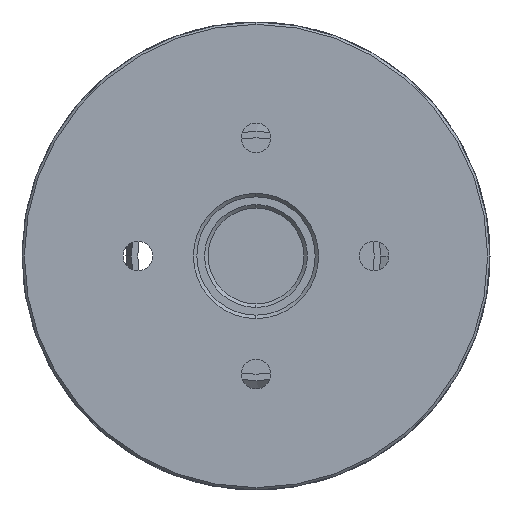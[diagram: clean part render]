
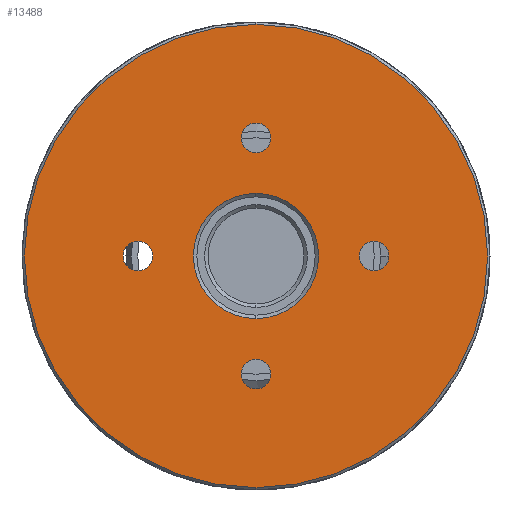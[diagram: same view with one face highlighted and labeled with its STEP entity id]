
A CAD part, left-side view. The second image highlights one B-rep face of the part: STEP entity #13488.
In plain terms, the highlighted planar face has unit normal (-1, 0, 0).
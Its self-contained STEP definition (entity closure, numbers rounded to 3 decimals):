
#1420 = DIRECTION ( 'NONE',  ( 1., 0., 0. ) ) ;
#1428 = CARTESIAN_POINT ( 'NONE',  ( 0., 0., 0. ) ) ;
#1447 = DIRECTION ( 'NONE',  ( 0., 0., -1. ) ) ;
#1473 = CARTESIAN_POINT ( 'NONE',  ( 0., 0., 10. ) ) ;
#1483 = DIRECTION ( 'NONE',  ( 0., 0., 1. ) ) ;
#1492 = DIRECTION ( 'NONE',  ( -1., 0., 0. ) ) ;
#1498 = DIRECTION ( 'NONE',  ( 0., 0., 1. ) ) ;
#1524 = DIRECTION ( 'NONE',  ( -1., 0., 0. ) ) ;
#1529 = CARTESIAN_POINT ( 'NONE',  ( 0., 10., 0. ) ) ;
#1573 = DIRECTION ( 'NONE',  ( 0., 0., 1. ) ) ;
#1580 = CARTESIAN_POINT ( 'NONE',  ( 0., -10., 0. ) ) ;
#1610 = DIRECTION ( 'NONE',  ( -1., 0., 0. ) ) ;
#1618 = CARTESIAN_POINT ( 'NONE',  ( 0., 0., -10. ) ) ;
#1630 = DIRECTION ( 'NONE',  ( 0., 0., 1. ) ) ;
#1634 = CARTESIAN_POINT ( 'NONE',  ( 0., 0., 0. ) ) ;
#1638 = DIRECTION ( 'NONE',  ( 0., 0., 1. ) ) ;
#1644 = DIRECTION ( 'NONE',  ( -1., 0., 0. ) ) ;
#1645 = DIRECTION ( 'NONE',  ( -1., 0., 0. ) ) ;
#1735 = CARTESIAN_POINT ( 'NONE',  ( 0., 0., 0. ) ) ;
#1772 = DIRECTION ( 'NONE',  ( -1., 0., 0. ) ) ;
#1783 = DIRECTION ( 'NONE',  ( 0., 0., 1. ) ) ;
#2603 = CARTESIAN_POINT ( 'NONE',  ( 0., 19.8, 0. ) ) ;
#2866 = DIRECTION ( 'NONE',  ( 1., 0., 0. ) ) ;
#2954 = DIRECTION ( 'NONE',  ( 0., 0., -1. ) ) ;
#3011 = PLANE ( 'NONE',  #6872 ) ;
#3517 = FACE_BOUND ( 'NONE', #13904, .T. ) ;
#3523 = FACE_BOUND ( 'NONE', #13919, .T. ) ;
#3525 = FACE_BOUND ( 'NONE', #13888, .T. ) ;
#3526 = FACE_BOUND ( 'NONE', #13916, .T. ) ;
#3529 = FACE_BOUND ( 'NONE', #13921, .T. ) ;
#3535 = FACE_OUTER_BOUND ( 'NONE', #13887, .T. ) ;
#3997 = AXIS2_PLACEMENT_3D ( 'NONE', #1473, #1492, #1483 ) ;
#4042 = AXIS2_PLACEMENT_3D ( 'NONE', #1428, #1420, #1447 ) ;
#4054 = AXIS2_PLACEMENT_3D ( 'NONE', #10233, #10230, #10225 ) ;
#4064 = AXIS2_PLACEMENT_3D ( 'NONE', #1618, #1645, #1630 ) ;
#4068 = AXIS2_PLACEMENT_3D ( 'NONE', #10227, #10221, #10222 ) ;
#4071 = AXIS2_PLACEMENT_3D ( 'NONE', #10210, #10211, #10218 ) ;
#4073 = AXIS2_PLACEMENT_3D ( 'NONE', #1580, #1610, #1573 ) ;
#4084 = AXIS2_PLACEMENT_3D ( 'NONE', #1735, #1772, #1783 ) ;
#4093 = AXIS2_PLACEMENT_3D ( 'NONE', #1634, #1644, #1638 ) ;
#4099 = AXIS2_PLACEMENT_3D ( 'NONE', #10209, #10223, #10236 ) ;
#4100 = AXIS2_PLACEMENT_3D ( 'NONE', #9473, #9476, #9483 ) ;
#4106 = AXIS2_PLACEMENT_3D ( 'NONE', #1529, #1524, #1498 ) ;
#4232 = EDGE_CURVE ( 'NONE', #11291, #11312, #11800, .T. ) ;
#4251 = EDGE_CURVE ( 'NONE', #11307, #11347, #11835, .T. ) ;
#4268 = EDGE_CURVE ( 'NONE', #11333, #11292, #11831, .T. ) ;
#4292 = EDGE_CURVE ( 'NONE', #11295, #11345, #11894, .T. ) ;
#4325 = EDGE_CURVE ( 'NONE', #11343, #11301, #11934, .T. ) ;
#4329 = EDGE_CURVE ( 'NONE', #11323, #11316, #11944, .T. ) ;
#4375 = EDGE_CURVE ( 'NONE', #11301, #11343, #11982, .T. ) ;
#4380 = EDGE_CURVE ( 'NONE', #11316, #11323, #11967, .T. ) ;
#4383 = EDGE_CURVE ( 'NONE', #11312, #11291, #11984, .T. ) ;
#4390 = EDGE_CURVE ( 'NONE', #11347, #11307, #11970, .T. ) ;
#4392 = EDGE_CURVE ( 'NONE', #11292, #11333, #11957, .T. ) ;
#4405 = EDGE_CURVE ( 'NONE', #11345, #11295, #11952, .T. ) ;
#6872 = AXIS2_PLACEMENT_3D ( 'NONE', #2603, #2866, #2954 ) ;
#8271 = CARTESIAN_POINT ( 'NONE',  ( 0., 0., -11.25 ) ) ;
#8278 = CARTESIAN_POINT ( 'NONE',  ( 0., 0., 5.3 ) ) ;
#8283 = CARTESIAN_POINT ( 'NONE',  ( 0., 0., -5.3 ) ) ;
#8289 = CARTESIAN_POINT ( 'NONE',  ( 0., 0., -19.6 ) ) ;
#8293 = CARTESIAN_POINT ( 'NONE',  ( 0., -10., 1.25 ) ) ;
#8295 = CARTESIAN_POINT ( 'NONE',  ( 0., 10., 1.25 ) ) ;
#8296 = CARTESIAN_POINT ( 'NONE',  ( 0., 10., -1.25 ) ) ;
#8299 = CARTESIAN_POINT ( 'NONE',  ( 0., -10., -1.25 ) ) ;
#8302 = CARTESIAN_POINT ( 'NONE',  ( 0., 0., 8.75 ) ) ;
#8306 = CARTESIAN_POINT ( 'NONE',  ( 0., 0., -8.75 ) ) ;
#8309 = CARTESIAN_POINT ( 'NONE',  ( 0., 0., 19.6 ) ) ;
#8359 = CARTESIAN_POINT ( 'NONE',  ( 0., 0., 11.25 ) ) ;
#9473 = CARTESIAN_POINT ( 'NONE',  ( 0., -10., 0. ) ) ;
#9476 = DIRECTION ( 'NONE',  ( -1., 0., 0. ) ) ;
#9483 = DIRECTION ( 'NONE',  ( 0., 0., 1. ) ) ;
#10209 = CARTESIAN_POINT ( 'NONE',  ( 0., 0., 10. ) ) ;
#10210 = CARTESIAN_POINT ( 'NONE',  ( 0., 10., 0. ) ) ;
#10211 = DIRECTION ( 'NONE',  ( -1., 0., 0. ) ) ;
#10218 = DIRECTION ( 'NONE',  ( 0., 0., 1. ) ) ;
#10221 = DIRECTION ( 'NONE',  ( -1., 0., 0. ) ) ;
#10222 = DIRECTION ( 'NONE',  ( 0., 0., 1. ) ) ;
#10223 = DIRECTION ( 'NONE',  ( -1., 0., 0. ) ) ;
#10225 = DIRECTION ( 'NONE',  ( 0., 0., -1. ) ) ;
#10227 = CARTESIAN_POINT ( 'NONE',  ( 0., 0., -10. ) ) ;
#10230 = DIRECTION ( 'NONE',  ( 1., 0., 0. ) ) ;
#10233 = CARTESIAN_POINT ( 'NONE',  ( 0., 0., 0. ) ) ;
#10236 = DIRECTION ( 'NONE',  ( 0., 0., 1. ) ) ;
#10854 = ORIENTED_EDGE ( 'NONE', *, *, #4392, .F. ) ;
#10881 = ORIENTED_EDGE ( 'NONE', *, *, #4405, .F. ) ;
#10882 = ORIENTED_EDGE ( 'NONE', *, *, #4375, .F. ) ;
#10897 = ORIENTED_EDGE ( 'NONE', *, *, #4390, .F. ) ;
#10908 = ORIENTED_EDGE ( 'NONE', *, *, #4380, .F. ) ;
#10909 = ORIENTED_EDGE ( 'NONE', *, *, #4268, .F. ) ;
#10916 = ORIENTED_EDGE ( 'NONE', *, *, #4383, .F. ) ;
#10925 = ORIENTED_EDGE ( 'NONE', *, *, #4232, .F. ) ;
#10941 = ORIENTED_EDGE ( 'NONE', *, *, #4251, .F. ) ;
#10967 = ORIENTED_EDGE ( 'NONE', *, *, #4329, .F. ) ;
#10968 = ORIENTED_EDGE ( 'NONE', *, *, #4325, .F. ) ;
#10970 = ORIENTED_EDGE ( 'NONE', *, *, #4292, .F. ) ;
#11291 = VERTEX_POINT ( 'NONE', #8289 ) ;
#11292 = VERTEX_POINT ( 'NONE', #8295 ) ;
#11295 = VERTEX_POINT ( 'NONE', #8299 ) ;
#11301 = VERTEX_POINT ( 'NONE', #8278 ) ;
#11307 = VERTEX_POINT ( 'NONE', #8302 ) ;
#11312 = VERTEX_POINT ( 'NONE', #8309 ) ;
#11316 = VERTEX_POINT ( 'NONE', #8306 ) ;
#11323 = VERTEX_POINT ( 'NONE', #8271 ) ;
#11333 = VERTEX_POINT ( 'NONE', #8296 ) ;
#11343 = VERTEX_POINT ( 'NONE', #8283 ) ;
#11345 = VERTEX_POINT ( 'NONE', #8293 ) ;
#11347 = VERTEX_POINT ( 'NONE', #8359 ) ;
#11800 = CIRCLE ( 'NONE', #4042, 19.6 ) ;
#11831 = CIRCLE ( 'NONE', #4106, 1.25 ) ;
#11835 = CIRCLE ( 'NONE', #3997, 1.25 ) ;
#11894 = CIRCLE ( 'NONE', #4073, 1.25 ) ;
#11934 = CIRCLE ( 'NONE', #4093, 5.3 ) ;
#11944 = CIRCLE ( 'NONE', #4064, 1.25 ) ;
#11952 = CIRCLE ( 'NONE', #4100, 1.25 ) ;
#11957 = CIRCLE ( 'NONE', #4071, 1.25 ) ;
#11967 = CIRCLE ( 'NONE', #4068, 1.25 ) ;
#11970 = CIRCLE ( 'NONE', #4099, 1.25 ) ;
#11982 = CIRCLE ( 'NONE', #4084, 5.3 ) ;
#11984 = CIRCLE ( 'NONE', #4054, 19.6 ) ;
#13488 = ADVANCED_FACE ( 'NONE', ( #3535, #3517, #3525, #3523, #3526, #3529 ), #3011, .F. ) ;
#13887 = EDGE_LOOP ( 'NONE', ( #10925, #10916 ) ) ;
#13888 = EDGE_LOOP ( 'NONE', ( #10908, #10967 ) ) ;
#13904 = EDGE_LOOP ( 'NONE', ( #10854, #10909 ) ) ;
#13916 = EDGE_LOOP ( 'NONE', ( #10897, #10941 ) ) ;
#13919 = EDGE_LOOP ( 'NONE', ( #10881, #10970 ) ) ;
#13921 = EDGE_LOOP ( 'NONE', ( #10882, #10968 ) ) ;
